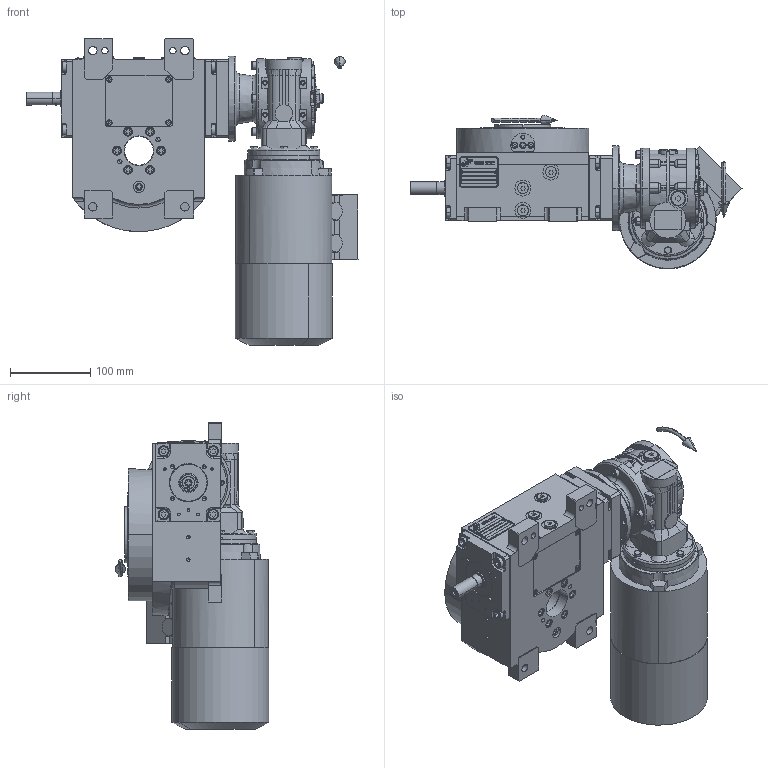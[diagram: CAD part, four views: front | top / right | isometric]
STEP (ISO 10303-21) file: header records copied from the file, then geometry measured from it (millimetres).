
FILE_DESCRIPTION (( 'STEP AP203' ), '1' );
FILE_NAME ('PC5201529.step', '2025-09-26T11:44:03', ( '' ), ( '' ), 'SwSTEP 2.0', 'SolidWorks 2020', '' );
FILE_SCHEMA (( 'CONFIG_CONTROL_DESIGN' ));
Length unit declared in the file: millimetre
Products named in the file (85): cfn2000_01_147; rig04_014_s_005; cfn2476_01_001_48x38; cfn2000_01_151; CFN2104_02_017.stp; cfn2000_01_129; rig04_002_bl_004; AS_rig04_015; CFN2356_03_051.stp; AS_rig04_004_s_002; CFN2223_01-390X6-B.stp; cfn2107_01_001; AS_rig04_004_s_001; RIG04_005_AF0.stp; cfn2115_02_182; cfn2151_01_087; CFN2203_02_001.stp; CFN2155_01_007.stp; cfn2155_01_186; cfn2003_01_063; AS_cfn2476_01_001_48x38; cfn2128_05_006; AS_900_38_30_003; cfn2070_05_001; AS_rig04_014_s_005; CFN2000_01_185.stp; AS_rig04_071_8_m; cfn2128_04_011; RMI40_F1_LCB_SX_63B14; cfn2276_01_065; rig04_001_a_001; cfn2205_01_012; 900_38_30_003; RIG04_005_ASM.stp; cfn2151_01_162; RIG06_021_AF0.stp; BM63B14; rig04_004_s_001; AS_rig04_002_bl_004; CFN2010_01_006.stp ...
Assembly tree (77 placements, depth 5):
  CFN2356_03_051.stp
  CFN2223_01-390X6-B.stp
  cfn2151_01_087
  CFN2203_02_001.stp
  cfn2276_01_065
Bounding box: 414.63 x 191.99 x 382.99 mm (x, y, z)
Volume: 4680483.7 mm3; surface area: 726192.5 mm2
Topology: 80 solids, 80 shells, 3587 faces, 8952 edges, 5739 vertices
Faces by surface type: plane 1689, cylinder 1206, cone 525, torus 143, bspline 18, sphere 6
Entity records: 122287 total; most frequent: CARTESIAN_POINT 29150, DIRECTION 17954, ORIENTED_EDGE 17274, EDGE_CURVE 8637, AXIS2_PLACEMENT_3D 6540, VERTEX_POINT 5594, VECTOR 4874, LINE 4874
